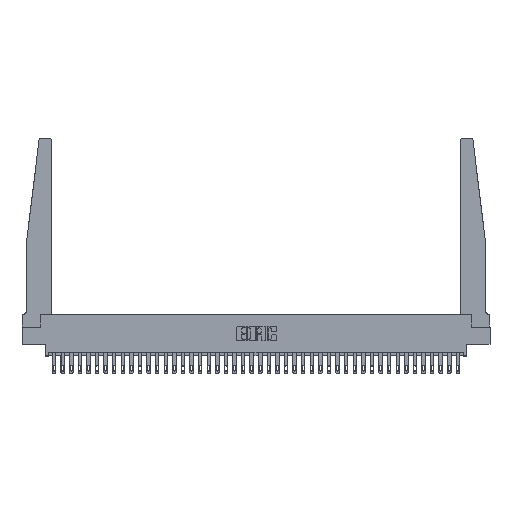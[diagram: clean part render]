
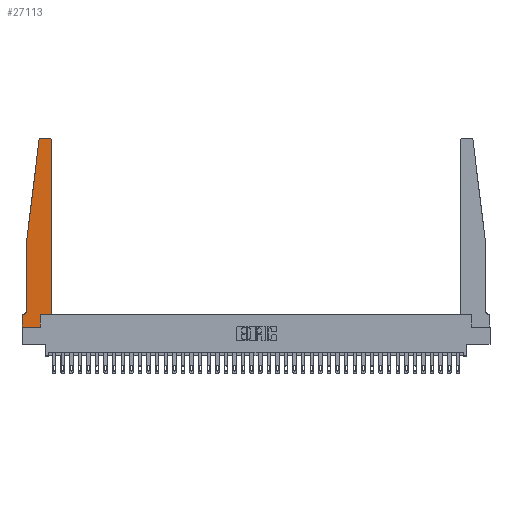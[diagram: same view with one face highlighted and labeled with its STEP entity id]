
A CAD part, top view. The second image highlights one B-rep face of the part: STEP entity #27113.
In plain terms, the highlighted planar face has unit normal (0, 0, 1).
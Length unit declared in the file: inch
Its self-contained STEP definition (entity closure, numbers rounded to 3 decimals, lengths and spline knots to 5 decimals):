
#331 = VERTEX_POINT ( 'NONE', #19624 ) ;
#505 = VECTOR ( 'NONE', #2814, 39.37008 ) ;
#932 = CIRCLE ( 'NONE', #11938, 0.05 ) ;
#960 = EDGE_CURVE ( 'NONE', #28773, #9110, #26558, .T. ) ;
#1702 = EDGE_CURVE ( 'NONE', #331, #35086, #11810, .T. ) ;
#1763 = VECTOR ( 'NONE', #33978, 39.37008 ) ;
#1990 = CARTESIAN_POINT ( 'NONE',  ( 0.27653, 2.75, 0.37 ) ) ;
#2184 = EDGE_CURVE ( 'NONE', #9110, #25996, #28647, .T. ) ;
#2322 = LINE ( 'NONE', #4885, #18704 ) ;
#2551 = EDGE_CURVE ( 'NONE', #28078, #12717, #17306, .T. ) ;
#2614 = EDGE_CURVE ( 'NONE', #19692, #23398, #16638, .T. ) ;
#2628 = DIRECTION ( 'NONE',  ( 1., 0., 0. ) ) ;
#2758 = VECTOR ( 'NONE', #8834, 39.37008 ) ;
#2814 = DIRECTION ( 'NONE',  ( 0., 1., 0. ) ) ;
#3101 = LINE ( 'NONE', #11443, #29462 ) ;
#4885 = CARTESIAN_POINT ( 'NONE',  ( 0.425, 0.18, 0.37 ) ) ;
#6586 = VECTOR ( 'NONE', #27476, 39.37008 ) ;
#6818 = FACE_OUTER_BOUND ( 'NONE', #22975, .T. ) ;
#7961 = ORIENTED_EDGE ( 'NONE', *, *, #10664, .T. ) ;
#7964 = DIRECTION ( 'NONE',  ( 0., 1., 0. ) ) ;
#8339 = ORIENTED_EDGE ( 'NONE', *, *, #960, .T. ) ;
#8834 = DIRECTION ( 'NONE',  ( 0., -1., 0. ) ) ;
#9110 = VERTEX_POINT ( 'NONE', #10989 ) ;
#9452 = CARTESIAN_POINT ( 'NONE',  ( 0.425, 2.72, 0.37 ) ) ;
#9634 = EDGE_CURVE ( 'NONE', #29153, #28078, #2322, .T. ) ;
#9707 = CARTESIAN_POINT ( 'NONE',  ( 0., 0.1875, 0.37 ) ) ;
#10224 = CARTESIAN_POINT ( 'NONE',  ( 0.065, 0.2375, 0.37 ) ) ;
#10557 = DIRECTION ( 'NONE',  ( -0.122, -0.992, 0. ) ) ;
#10664 = EDGE_CURVE ( 'NONE', #35086, #30518, #13891, .T. ) ;
#10790 = DIRECTION ( 'NONE',  ( 0., 0., 1. ) ) ;
#10989 = CARTESIAN_POINT ( 'NONE',  ( 0.065, 1.25, 0.37 ) ) ;
#11254 = ORIENTED_EDGE ( 'NONE', *, *, #35218, .T. ) ;
#11443 = CARTESIAN_POINT ( 'NONE',  ( 0.425, 0.18, 0.37 ) ) ;
#11810 = LINE ( 'NONE', #19995, #23028 ) ;
#11917 = CARTESIAN_POINT ( 'NONE',  ( 0.015, 0.2375, 0.37 ) ) ;
#11938 = AXIS2_PLACEMENT_3D ( 'NONE', #11917, #17727, #22796 ) ;
#12265 = PLANE ( 'NONE',  #21214 ) ;
#12717 = VERTEX_POINT ( 'NONE', #25619 ) ;
#13627 = ORIENTED_EDGE ( 'NONE', *, *, #9634, .T. ) ;
#13891 = LINE ( 'NONE', #16430, #6586 ) ;
#14195 = DIRECTION ( 'NONE',  ( 1., 0., 0. ) ) ;
#15375 = VERTEX_POINT ( 'NONE', #1990 ) ;
#16104 = CARTESIAN_POINT ( 'NONE',  ( 0.24675, 2.72367, 0.37 ) ) ;
#16339 = ORIENTED_EDGE ( 'NONE', *, *, #27030, .T. ) ;
#16430 = CARTESIAN_POINT ( 'NONE',  ( 0., 0., 0.37 ) ) ;
#16638 = LINE ( 'NONE', #27676, #505 ) ;
#16756 = CARTESIAN_POINT ( 'NONE',  ( 0.425, 0.18, 0.37 ) ) ;
#17306 = CIRCLE ( 'NONE', #18457, 0.03 ) ;
#17727 = DIRECTION ( 'NONE',  ( 0., 0., -1. ) ) ;
#18027 = LINE ( 'NONE', #29071, #35478 ) ;
#18256 = DIRECTION ( 'NONE',  ( 0., 0., 1. ) ) ;
#18360 = ORIENTED_EDGE ( 'NONE', *, *, #1702, .T. ) ;
#18457 = AXIS2_PLACEMENT_3D ( 'NONE', #22073, #10790, #2628 ) ;
#18704 = VECTOR ( 'NONE', #7964, 39.37008 ) ;
#19624 = CARTESIAN_POINT ( 'NONE',  ( 0.015, 0.1875, 0.37 ) ) ;
#19692 = VERTEX_POINT ( 'NONE', #33455 ) ;
#19797 = ORIENTED_EDGE ( 'NONE', *, *, #34213, .T. ) ;
#19995 = CARTESIAN_POINT ( 'NONE',  ( 0.065, 0.1875, 0.37 ) ) ;
#21214 = AXIS2_PLACEMENT_3D ( 'NONE', #9707, #18256, #29474 ) ;
#21319 = CARTESIAN_POINT ( 'NONE',  ( 0.065, 1.25, 0.37 ) ) ;
#21817 = DIRECTION ( 'NONE',  ( -1., 0., 0. ) ) ;
#21825 = VECTOR ( 'NONE', #10557, 39.37008 ) ;
#22073 = CARTESIAN_POINT ( 'NONE',  ( 0.395, 2.72, 0.37 ) ) ;
#22796 = DIRECTION ( 'NONE',  ( -1., 0., 0. ) ) ;
#22975 = EDGE_LOOP ( 'NONE', ( #29061, #19797, #8339, #33605, #16339, #18360, #7961, #28475, #23291, #11254, #13627, #34130 ) ) ;
#23028 = VECTOR ( 'NONE', #23245, 39.37008 ) ;
#23245 = DIRECTION ( 'NONE',  ( -1., 0., 0. ) ) ;
#23291 = ORIENTED_EDGE ( 'NONE', *, *, #2614, .T. ) ;
#23398 = VERTEX_POINT ( 'NONE', #31552 ) ;
#25245 = CARTESIAN_POINT ( 'NONE',  ( 0., 0.1875, 0.37 ) ) ;
#25619 = CARTESIAN_POINT ( 'NONE',  ( 0.395, 2.75, 0.37 ) ) ;
#25996 = VERTEX_POINT ( 'NONE', #10224 ) ;
#26524 = CARTESIAN_POINT ( 'NONE',  ( 0., 0., 0.37 ) ) ;
#26558 = LINE ( 'NONE', #21319, #21825 ) ;
#26731 = CARTESIAN_POINT ( 'NONE',  ( 0., 0., 0.37 ) ) ;
#26751 = AXIS2_PLACEMENT_3D ( 'NONE', #32804, #35323, #27354 ) ;
#27030 = EDGE_CURVE ( 'NONE', #25996, #331, #932, .T. ) ;
#27113 = ADVANCED_FACE ( 'NONE', ( #6818 ), #12265, .T. ) ;
#27354 = DIRECTION ( 'NONE',  ( 1., 0., 0. ) ) ;
#27476 = DIRECTION ( 'NONE',  ( 0., -1., 0. ) ) ;
#27676 = CARTESIAN_POINT ( 'NONE',  ( 0.2605, 0.18, 0.37 ) ) ;
#28078 = VERTEX_POINT ( 'NONE', #9452 ) ;
#28475 = ORIENTED_EDGE ( 'NONE', *, *, #30760, .T. ) ;
#28647 = LINE ( 'NONE', #33521, #2758 ) ;
#28773 = VERTEX_POINT ( 'NONE', #16104 ) ;
#29061 = ORIENTED_EDGE ( 'NONE', *, *, #33629, .T. ) ;
#29071 = CARTESIAN_POINT ( 'NONE',  ( 0.25, 2.75, 0.37 ) ) ;
#29153 = VERTEX_POINT ( 'NONE', #16756 ) ;
#29250 = LINE ( 'NONE', #26524, #1763 ) ;
#29462 = VECTOR ( 'NONE', #14195, 39.37008 ) ;
#29474 = DIRECTION ( 'NONE',  ( 1., 0., 0. ) ) ;
#30518 = VERTEX_POINT ( 'NONE', #26731 ) ;
#30760 = EDGE_CURVE ( 'NONE', #30518, #19692, #29250, .T. ) ;
#31552 = CARTESIAN_POINT ( 'NONE',  ( 0.2605, 0.18, 0.37 ) ) ;
#32804 = CARTESIAN_POINT ( 'NONE',  ( 0.27653, 2.72, 0.37 ) ) ;
#33123 = CIRCLE ( 'NONE', #26751, 0.03 ) ;
#33455 = CARTESIAN_POINT ( 'NONE',  ( 0.2605, 0., 0.37 ) ) ;
#33521 = CARTESIAN_POINT ( 'NONE',  ( 0.065, 1.25, 0.37 ) ) ;
#33605 = ORIENTED_EDGE ( 'NONE', *, *, #2184, .T. ) ;
#33629 = EDGE_CURVE ( 'NONE', #12717, #15375, #18027, .T. ) ;
#33978 = DIRECTION ( 'NONE',  ( 1., 0., 0. ) ) ;
#34130 = ORIENTED_EDGE ( 'NONE', *, *, #2551, .T. ) ;
#34213 = EDGE_CURVE ( 'NONE', #15375, #28773, #33123, .T. ) ;
#35086 = VERTEX_POINT ( 'NONE', #25245 ) ;
#35218 = EDGE_CURVE ( 'NONE', #23398, #29153, #3101, .T. ) ;
#35323 = DIRECTION ( 'NONE',  ( 0., 0., 1. ) ) ;
#35478 = VECTOR ( 'NONE', #21817, 39.37008 ) ;
